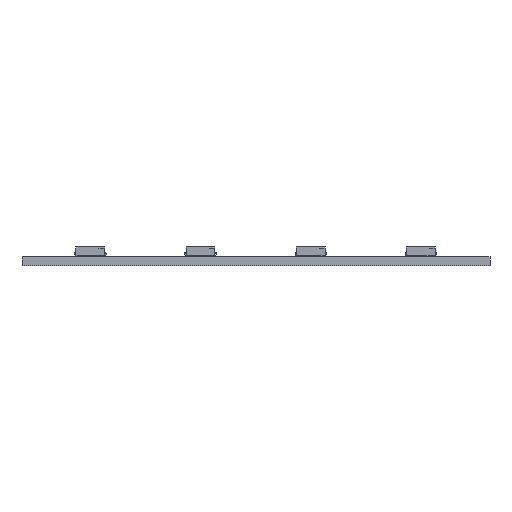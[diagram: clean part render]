
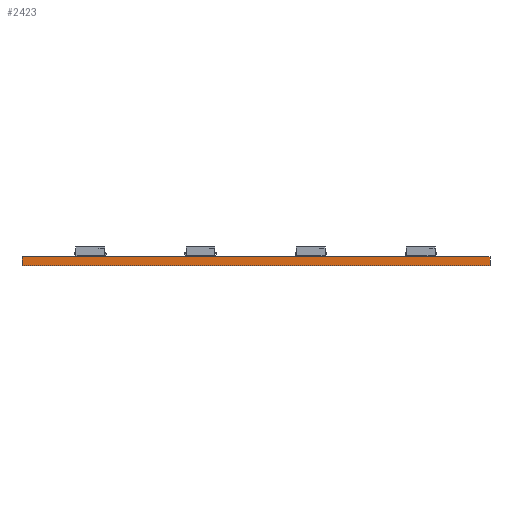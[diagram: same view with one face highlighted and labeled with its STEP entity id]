
A CAD part, front view. The second image highlights one B-rep face of the part: STEP entity #2423.
In plain terms, the highlighted planar face has unit normal (0, -1, 0).
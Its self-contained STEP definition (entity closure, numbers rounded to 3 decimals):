
#2367 = VERTEX_POINT('',#2368);
#2368 = CARTESIAN_POINT('',(102.394,-76.2,1.51));
#2374 = EDGE_CURVE('',#2375,#2367,#2377,.T.);
#2375 = VERTEX_POINT('',#2376);
#2376 = CARTESIAN_POINT('',(102.394,-76.2,0.));
#2377 = LINE('',#2378,#2379);
#2378 = CARTESIAN_POINT('',(102.394,-76.2,0.));
#2379 = VECTOR('',#2380,1.);
#2380 = DIRECTION('',(0.,0.,1.));
#2423 = ADVANCED_FACE('',(#2424),#2449,.T.);
#2424 = FACE_BOUND('',#2425,.T.);
#2425 = EDGE_LOOP('',(#2426,#2427,#2435,#2443));
#2426 = ORIENTED_EDGE('',*,*,#2374,.T.);
#2427 = ORIENTED_EDGE('',*,*,#2428,.T.);
#2428 = EDGE_CURVE('',#2367,#2429,#2431,.T.);
#2429 = VERTEX_POINT('',#2430);
#2430 = CARTESIAN_POINT('',(21.431,-76.2,1.51));
#2431 = LINE('',#2432,#2433);
#2432 = CARTESIAN_POINT('',(102.394,-76.2,1.51));
#2433 = VECTOR('',#2434,1.);
#2434 = DIRECTION('',(-1.,0.,0.));
#2435 = ORIENTED_EDGE('',*,*,#2436,.F.);
#2436 = EDGE_CURVE('',#2437,#2429,#2439,.T.);
#2437 = VERTEX_POINT('',#2438);
#2438 = CARTESIAN_POINT('',(21.431,-76.2,0.));
#2439 = LINE('',#2440,#2441);
#2440 = CARTESIAN_POINT('',(21.431,-76.2,0.));
#2441 = VECTOR('',#2442,1.);
#2442 = DIRECTION('',(0.,0.,1.));
#2443 = ORIENTED_EDGE('',*,*,#2444,.F.);
#2444 = EDGE_CURVE('',#2375,#2437,#2445,.T.);
#2445 = LINE('',#2446,#2447);
#2446 = CARTESIAN_POINT('',(102.394,-76.2,0.));
#2447 = VECTOR('',#2448,1.);
#2448 = DIRECTION('',(-1.,0.,0.));
#2449 = PLANE('',#2450);
#2450 = AXIS2_PLACEMENT_3D('',#2451,#2452,#2453);
#2451 = CARTESIAN_POINT('',(102.394,-76.2,0.));
#2452 = DIRECTION('',(0.,-1.,0.));
#2453 = DIRECTION('',(-1.,0.,0.));
